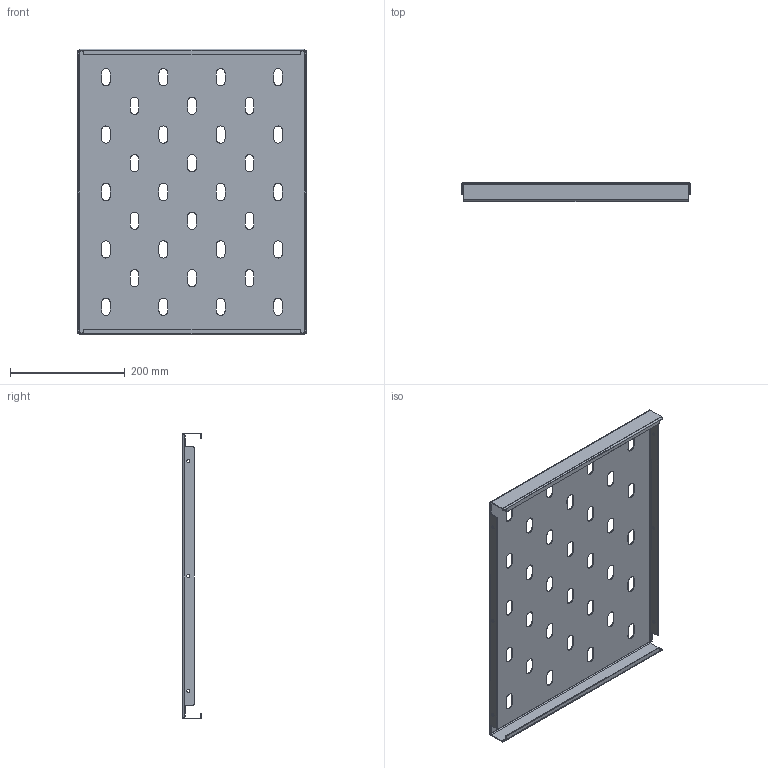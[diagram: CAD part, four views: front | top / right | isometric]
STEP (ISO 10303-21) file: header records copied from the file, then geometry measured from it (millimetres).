
FILE_DESCRIPTION (( 'STEP AP214' ), '1' );
FILE_NAME ('945.156.STEP', '2024-10-04T07:15:50', ( '' ), ( '' ), 'SwSTEP 2.0', 'SolidWorks 2021', '' );
FILE_SCHEMA (( 'AUTOMOTIVE_DESIGN' ));
Length unit declared in the file: millimetre
Products named in the file (1): 945.156
Bounding box: 398 x 33 x 498 mm (x, y, z)
Volume: 346252.9 mm3; surface area: 468518.6 mm2
Topology: 1 solids, 1 shells, 258 faces, 728 edges, 472 vertices
Faces by surface type: cylinder 144, plane 114
Entity records: 8618 total; most frequent: DIRECTION 1526, CARTESIAN_POINT 1507, ORIENTED_EDGE 1456, EDGE_CURVE 728, AXIS2_PLACEMENT_3D 547, VERTEX_POINT 472, LINE 432, VECTOR 432
